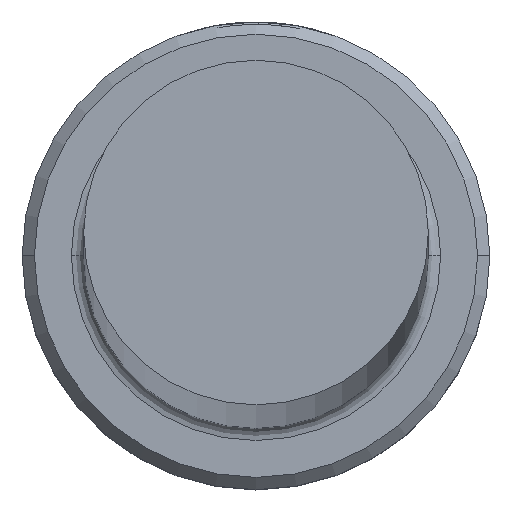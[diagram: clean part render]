
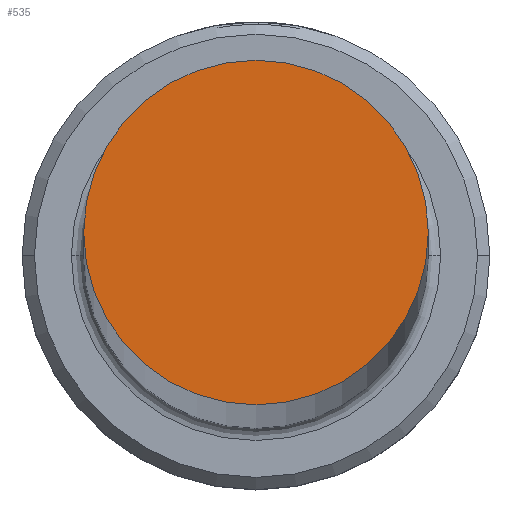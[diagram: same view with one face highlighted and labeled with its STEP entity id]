
A CAD part, top view. The second image highlights one B-rep face of the part: STEP entity #535.
In plain terms, the highlighted planar face has unit normal (0, 0, 1).
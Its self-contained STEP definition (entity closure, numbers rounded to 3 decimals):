
#81 = PLANE ( 'NONE',  #1054 ) ;
#83 = CIRCLE ( 'NONE', #152, 7. ) ;
#115 = CARTESIAN_POINT ( 'NONE',  ( 0., 0., 550. ) ) ;
#152 = AXIS2_PLACEMENT_3D ( 'NONE', #484, #1135, #580 ) ;
#168 = CARTESIAN_POINT ( 'NONE',  ( 0., 0., 550. ) ) ;
#176 = DIRECTION ( 'NONE',  ( 1., 0., 0. ) ) ;
#213 = DIRECTION ( 'NONE',  ( 1., 0., 0. ) ) ;
#276 = CIRCLE ( 'NONE', #278, 7. ) ;
#278 = AXIS2_PLACEMENT_3D ( 'NONE', #115, #776, #213 ) ;
#300 = CARTESIAN_POINT ( 'NONE',  ( 7., 0., 550. ) ) ;
#368 = FACE_OUTER_BOUND ( 'NONE', #963, .T. ) ;
#479 = ORIENTED_EDGE ( 'NONE', *, *, #605, .T. ) ;
#484 = CARTESIAN_POINT ( 'NONE',  ( 0., 0., 550. ) ) ;
#535 = ADVANCED_FACE ( 'NONE', ( #368 ), #81, .T. ) ;
#580 = DIRECTION ( 'NONE',  ( 1., 0., 0. ) ) ;
#593 = CARTESIAN_POINT ( 'NONE',  ( -7., 0., 550. ) ) ;
#605 = EDGE_CURVE ( 'NONE', #992, #880, #83, .T. ) ;
#635 = EDGE_CURVE ( 'NONE', #880, #992, #276, .T. ) ;
#740 = DIRECTION ( 'NONE',  ( 0., 0., 1. ) ) ;
#776 = DIRECTION ( 'NONE',  ( 0., 0., 1. ) ) ;
#880 = VERTEX_POINT ( 'NONE', #300 ) ;
#890 = ORIENTED_EDGE ( 'NONE', *, *, #635, .T. ) ;
#963 = EDGE_LOOP ( 'NONE', ( #479, #890 ) ) ;
#992 = VERTEX_POINT ( 'NONE', #593 ) ;
#1054 = AXIS2_PLACEMENT_3D ( 'NONE', #168, #740, #176 ) ;
#1135 = DIRECTION ( 'NONE',  ( 0., 0., 1. ) ) ;
